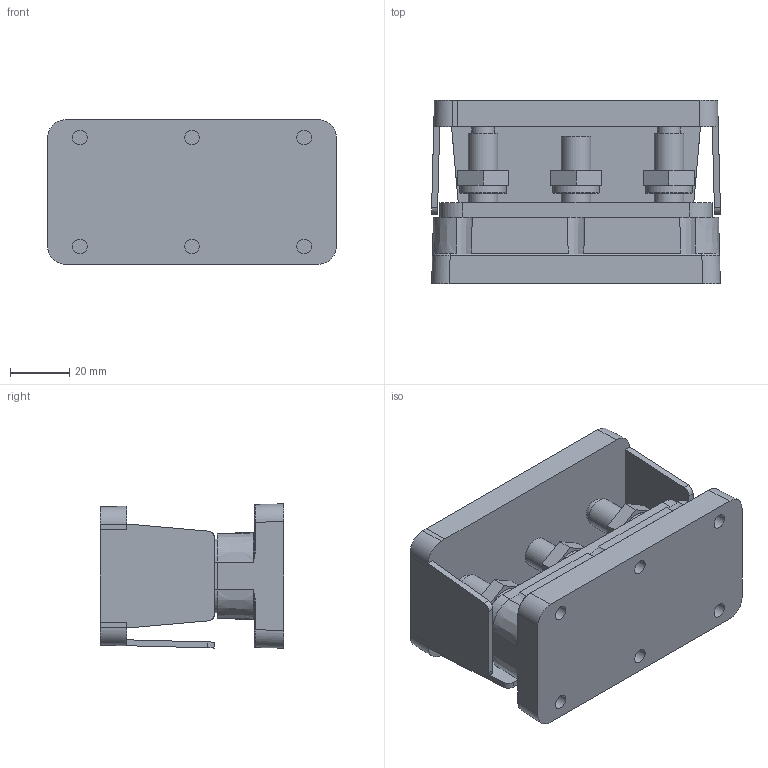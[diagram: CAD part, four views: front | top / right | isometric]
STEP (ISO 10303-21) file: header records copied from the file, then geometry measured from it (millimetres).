
FILE_DESCRIPTION((''),'2;1');
FILE_NAME('777-BB3S-650_SMPLYFY','2017-03-07T',('chris.chambers'),(''),'PRO/ENGINEER BY PARAMETRIC TECHNOLOGY CORPORATION, 2013410','PRO/ENGINEER BY PARAMETRIC TECHNOLOGY CORPORATION, 2013410','');
FILE_SCHEMA(('CONFIG_CONTROL_DESIGN'));
Length unit declared in the file: millimetre
Products named in the file (1): 777-BB3S-650_SMPLYFY
Bounding box: 97.95 x 62.2 x 48.9 mm (x, y, z)
Volume: 146974 mm3; surface area: 43956.2 mm2
Topology: 1 solids, 7 shells, 434 faces, 1050 edges, 648 vertices
Faces by surface type: plane 142, cylinder 92, bspline 64, torus 58, cone 44, sphere 28, extrusion 6
Entity records: 17984 total; most frequent: CARTESIAN_POINT 8222, ORIENTED_EDGE 2100, DIRECTION 1934, EDGE_CURVE 1050, AXIS2_PLACEMENT_3D 762, VERTEX_POINT 648, EDGE_LOOP 466, FACE_OUTER_BOUND 434
